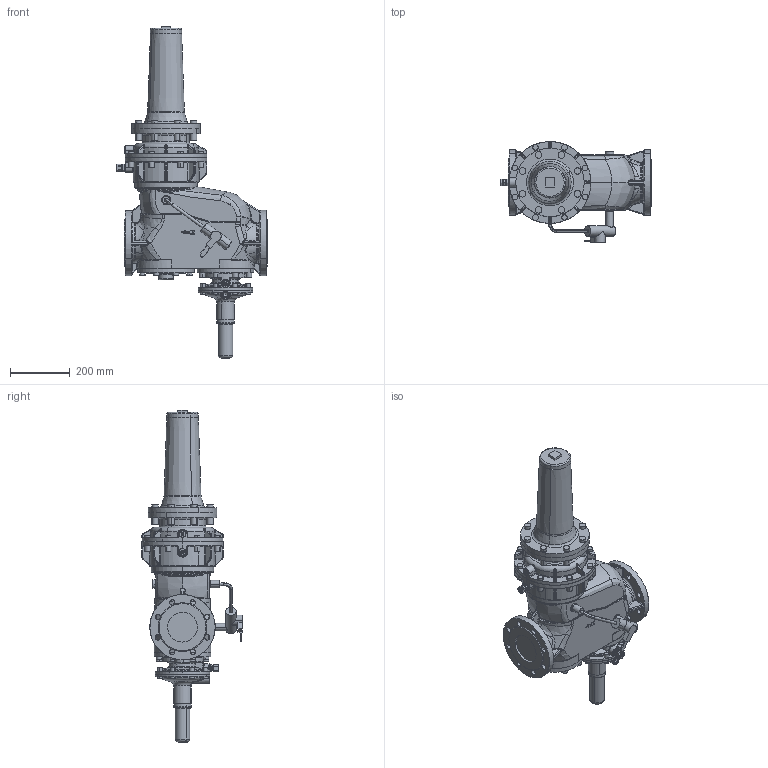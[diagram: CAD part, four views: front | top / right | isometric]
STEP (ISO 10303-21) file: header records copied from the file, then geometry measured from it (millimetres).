
FILE_DESCRIPTION(('CATIA V5 STEP'),'2;1');
FILE_NAME('RS 251 DN 100-275-links.stp','2014-03-28T10:00:15+00:00',('none'),('none'),'CATIA Version 5 Release 19 SP 9 (IN-10)','CATIA V5 STEP AP203 Edition 2','none');
FILE_SCHEMA(('AP203_CONFIGURATION_CONTROLLED_3D_DESIGN_OF_MECHANICAL_PARTS_AND_ASSEMBLIES_MIM_LF { 1 0 10303 403 2 1 2}'));
Products named in the file (1): RS 251 DN 100-275
Bounding box: 505.3 x 338.5 x 1116 mm (x, y, z)
Volume: 34036264.5 mm3; surface area: 1228350 mm2
Topology: 1 solids, 26 shells, 2357 faces, 5700 edges, 3345 vertices
Faces by surface type: cylinder 723, bspline 591, torus 433, plane 376, cone 132, sphere 100, revolution 2
Entity records: 115252 total; most frequent: CARTESIAN_POINT 69618, ORIENTED_EDGE 11124, DIRECTION 6021, EDGE_CURVE 5562, AXIS2_PLACEMENT_3D 3462, VERTEX_POINT 3346, EDGE_LOOP 2482, ADVANCED_FACE 2356
